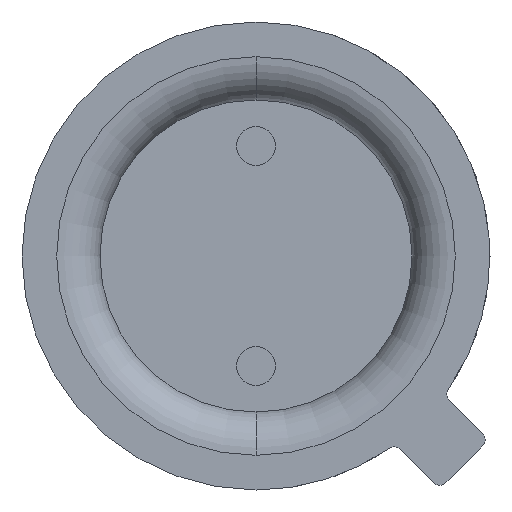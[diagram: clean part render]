
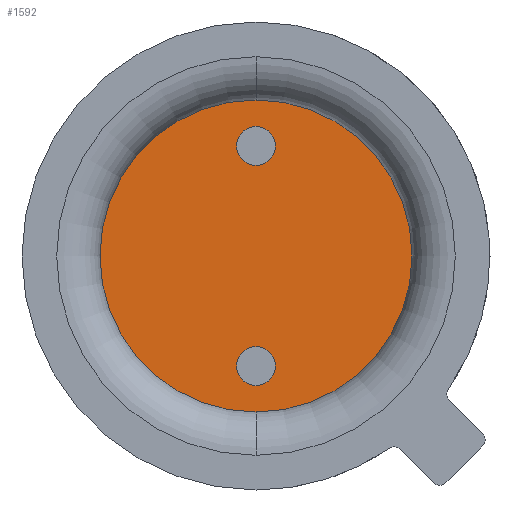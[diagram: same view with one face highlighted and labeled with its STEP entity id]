
A CAD part, front view. The second image highlights one B-rep face of the part: STEP entity #1592.
In plain terms, the highlighted face is planar.
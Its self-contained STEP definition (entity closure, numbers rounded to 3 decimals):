
#36 = DIRECTION ( 'NONE',  ( 1., 0., 0. ) ) ;
#67 = FACE_OUTER_BOUND ( 'NONE', #2101, .T. ) ;
#75 = AXIS2_PLACEMENT_3D ( 'NONE', #127, #1834, #638 ) ;
#127 = CARTESIAN_POINT ( 'NONE',  ( 1.27, 0., 0.6 ) ) ;
#168 = CARTESIAN_POINT ( 'NONE',  ( 1.27, 0., 0.6 ) ) ;
#177 = DIRECTION ( 'NONE',  ( 1., 0., 0. ) ) ;
#232 = AXIS2_PLACEMENT_3D ( 'NONE', #1169, #481, #452 ) ;
#387 = CARTESIAN_POINT ( 'NONE',  ( -1.495, 0., 0.6 ) ) ;
#432 = VERTEX_POINT ( 'NONE', #683 ) ;
#452 = DIRECTION ( 'NONE',  ( -1., 0., 0. ) ) ;
#459 = DIRECTION ( 'NONE',  ( 1., 0., 0. ) ) ;
#481 = DIRECTION ( 'NONE',  ( 0., 0., 1. ) ) ;
#486 = CIRCLE ( 'NONE', #1567, 0.225 ) ;
#504 = VERTEX_POINT ( 'NONE', #1597 ) ;
#505 = CARTESIAN_POINT ( 'NONE',  ( 1.045, 0., 0.6 ) ) ;
#516 = AXIS2_PLACEMENT_3D ( 'NONE', #1372, #1883, #459 ) ;
#543 = DIRECTION ( 'NONE',  ( 0., 0., 1. ) ) ;
#638 = DIRECTION ( 'NONE',  ( 1., 0., 0. ) ) ;
#683 = CARTESIAN_POINT ( 'NONE',  ( -1.045, 0., 0.6 ) ) ;
#724 = EDGE_CURVE ( 'NONE', #1529, #504, #1974, .T. ) ;
#748 = CARTESIAN_POINT ( 'NONE',  ( 0., 0., 0.6 ) ) ;
#800 = CIRCLE ( 'NONE', #1897, 1.8 ) ;
#867 = EDGE_CURVE ( 'NONE', #504, #1529, #800, .T. ) ;
#901 = AXIS2_PLACEMENT_3D ( 'NONE', #748, #928, #36 ) ;
#915 = FACE_BOUND ( 'NONE', #972, .T. ) ;
#928 = DIRECTION ( 'NONE',  ( 0., 0., 1. ) ) ;
#951 = EDGE_CURVE ( 'NONE', #2131, #432, #1027, .T. ) ;
#956 = AXIS2_PLACEMENT_3D ( 'NONE', #2100, #543, #2114 ) ;
#972 = EDGE_LOOP ( 'NONE', ( #2120, #1572 ) ) ;
#1027 = CIRCLE ( 'NONE', #956, 0.225 ) ;
#1128 = EDGE_CURVE ( 'NONE', #1191, #1476, #2037, .T. ) ;
#1169 = CARTESIAN_POINT ( 'NONE',  ( -1.27, 0., 0.6 ) ) ;
#1188 = EDGE_CURVE ( 'NONE', #432, #2131, #1643, .T. ) ;
#1191 = VERTEX_POINT ( 'NONE', #1696 ) ;
#1215 = CARTESIAN_POINT ( 'NONE',  ( 0., 0., 0.6 ) ) ;
#1264 = ORIENTED_EDGE ( 'NONE', *, *, #1128, .F. ) ;
#1367 = ORIENTED_EDGE ( 'NONE', *, *, #867, .T. ) ;
#1372 = CARTESIAN_POINT ( 'NONE',  ( 0., 0., 0.6 ) ) ;
#1446 = ORIENTED_EDGE ( 'NONE', *, *, #1988, .F. ) ;
#1449 = CARTESIAN_POINT ( 'NONE',  ( -1.8, 0., 0.6 ) ) ;
#1476 = VERTEX_POINT ( 'NONE', #505 ) ;
#1529 = VERTEX_POINT ( 'NONE', #1449 ) ;
#1559 = DIRECTION ( 'NONE',  ( 0., 0., 1. ) ) ;
#1567 = AXIS2_PLACEMENT_3D ( 'NONE', #168, #2053, #177 ) ;
#1572 = ORIENTED_EDGE ( 'NONE', *, *, #951, .F. ) ;
#1592 = ADVANCED_FACE ( 'NONE', ( #915, #1633, #67 ), #1958, .T. ) ;
#1597 = CARTESIAN_POINT ( 'NONE',  ( 1.8, 0., 0.6 ) ) ;
#1633 = FACE_BOUND ( 'NONE', #2002, .T. ) ;
#1643 = CIRCLE ( 'NONE', #232, 0.225 ) ;
#1696 = CARTESIAN_POINT ( 'NONE',  ( 1.495, 0., 0.6 ) ) ;
#1771 = DIRECTION ( 'NONE',  ( 1., 0., 0. ) ) ;
#1834 = DIRECTION ( 'NONE',  ( 0., 0., 1. ) ) ;
#1883 = DIRECTION ( 'NONE',  ( 0., 0., 1. ) ) ;
#1897 = AXIS2_PLACEMENT_3D ( 'NONE', #1215, #1559, #1771 ) ;
#1958 = PLANE ( 'NONE',  #901 ) ;
#1974 = CIRCLE ( 'NONE', #516, 1.8 ) ;
#1988 = EDGE_CURVE ( 'NONE', #1476, #1191, #486, .T. ) ;
#2002 = EDGE_LOOP ( 'NONE', ( #1264, #1446 ) ) ;
#2037 = CIRCLE ( 'NONE', #75, 0.225 ) ;
#2053 = DIRECTION ( 'NONE',  ( 0., 0., 1. ) ) ;
#2092 = ORIENTED_EDGE ( 'NONE', *, *, #724, .T. ) ;
#2100 = CARTESIAN_POINT ( 'NONE',  ( -1.27, 0., 0.6 ) ) ;
#2101 = EDGE_LOOP ( 'NONE', ( #2092, #1367 ) ) ;
#2114 = DIRECTION ( 'NONE',  ( -1., 0., 0. ) ) ;
#2120 = ORIENTED_EDGE ( 'NONE', *, *, #1188, .F. ) ;
#2131 = VERTEX_POINT ( 'NONE', #387 ) ;
